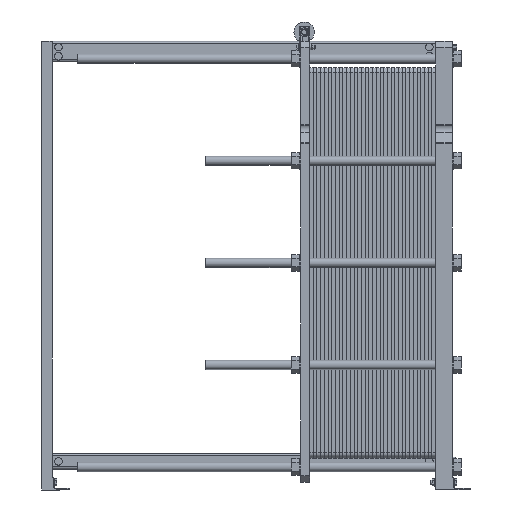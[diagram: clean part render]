
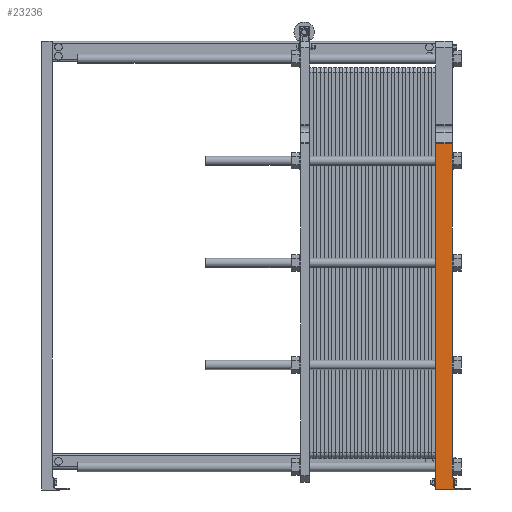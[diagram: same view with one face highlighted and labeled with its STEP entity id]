
A CAD part, left-side view. The second image highlights one B-rep face of the part: STEP entity #23236.
In plain terms, the highlighted planar face has unit normal (-1, 0, 0).
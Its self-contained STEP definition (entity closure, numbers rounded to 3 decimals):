
#3975=PLANE('',#24579);
#4809=FACE_OUTER_BOUND('',#6087,.T.);
#6087=EDGE_LOOP('',(#19315,#19316,#19317,#19318,#19319,#19320,#19321,#19322,
#19323,#19324,#19325,#19326,#19327,#19328,#19329,#19330,#19331,#19332,#19333));
#7119=CIRCLE('',#24549,3.5);
#7122=CIRCLE('',#24560,3.5);
#7123=CIRCLE('',#24563,7.);
#8729=LINE('',#35163,#11307);
#8730=LINE('',#35173,#11308);
#8735=LINE('',#35223,#11313);
#8736=LINE('',#35233,#11314);
#8946=LINE('',#35935,#11524);
#8978=LINE('',#36057,#11556);
#8990=LINE('',#36084,#11568);
#8992=LINE('',#36090,#11570);
#8993=LINE('',#36093,#11571);
#9007=LINE('',#36130,#11585);
#9008=LINE('',#36131,#11586);
#9009=LINE('',#36132,#11587);
#9010=LINE('',#36133,#11588);
#9011=LINE('',#36134,#11589);
#9020=LINE('',#36159,#11598);
#9021=LINE('',#36160,#11599);
#11307=VECTOR('',#27390,10.);
#11308=VECTOR('',#27403,10.);
#11313=VECTOR('',#27468,10.);
#11314=VECTOR('',#27481,10.);
#11524=VECTOR('',#28181,10.);
#11556=VECTOR('',#28289,10.);
#11568=VECTOR('',#28317,10.);
#11570=VECTOR('',#28325,10.);
#11571=VECTOR('',#28328,10.);
#11585=VECTOR('',#28356,10.);
#11586=VECTOR('',#28357,10.);
#11587=VECTOR('',#28358,10.);
#11588=VECTOR('',#28359,10.);
#11589=VECTOR('',#28360,10.);
#11598=VECTOR('',#28383,10.);
#11599=VECTOR('',#28384,10.);
#13838=VERTEX_POINT('',#35158);
#13839=VERTEX_POINT('',#35159);
#13841=VERTEX_POINT('',#35168);
#13842=VERTEX_POINT('',#35169);
#13856=VERTEX_POINT('',#35218);
#13857=VERTEX_POINT('',#35219);
#13859=VERTEX_POINT('',#35228);
#13860=VERTEX_POINT('',#35229);
#14106=VERTEX_POINT('',#35932);
#14107=VERTEX_POINT('',#35934);
#14155=VERTEX_POINT('',#36041);
#14156=VERTEX_POINT('',#36043);
#14159=VERTEX_POINT('',#36055);
#14164=VERTEX_POINT('',#36076);
#14165=VERTEX_POINT('',#36078);
#14166=VERTEX_POINT('',#36082);
#14167=VERTEX_POINT('',#36086);
#14168=VERTEX_POINT('',#36092);
#14184=VERTEX_POINT('',#36128);
#15658=EDGE_CURVE('',#13838,#13839,#8729,.T.);
#15662=EDGE_CURVE('',#13841,#13842,#8730,.T.);
#15682=EDGE_CURVE('',#13856,#13857,#8735,.T.);
#15686=EDGE_CURVE('',#13859,#13860,#8736,.T.);
#16000=EDGE_CURVE('',#14107,#14106,#8946,.T.);
#16053=EDGE_CURVE('',#14156,#14155,#7119,.T.);
#16060=EDGE_CURVE('',#14155,#14159,#8978,.T.);
#16071=EDGE_CURVE('',#14165,#14164,#7122,.T.);
#16074=EDGE_CURVE('',#14164,#14166,#8990,.T.);
#16076=EDGE_CURVE('',#14166,#14167,#7123,.T.);
#16077=EDGE_CURVE('',#14167,#14156,#8992,.T.);
#16078=EDGE_CURVE('',#14168,#14165,#8993,.T.);
#16098=EDGE_CURVE('',#14184,#13859,#9007,.T.);
#16099=EDGE_CURVE('',#13860,#13841,#9008,.T.);
#16100=EDGE_CURVE('',#13842,#13856,#9009,.T.);
#16101=EDGE_CURVE('',#13857,#13838,#9010,.T.);
#16102=EDGE_CURVE('',#13839,#14159,#9011,.T.);
#16117=EDGE_CURVE('',#14106,#14168,#9020,.T.);
#16118=EDGE_CURVE('',#14107,#14184,#9021,.T.);
#19315=ORIENTED_EDGE('',*,*,#16000,.T.);
#19316=ORIENTED_EDGE('',*,*,#16117,.T.);
#19317=ORIENTED_EDGE('',*,*,#16078,.T.);
#19318=ORIENTED_EDGE('',*,*,#16071,.T.);
#19319=ORIENTED_EDGE('',*,*,#16074,.T.);
#19320=ORIENTED_EDGE('',*,*,#16076,.T.);
#19321=ORIENTED_EDGE('',*,*,#16077,.T.);
#19322=ORIENTED_EDGE('',*,*,#16053,.T.);
#19323=ORIENTED_EDGE('',*,*,#16060,.T.);
#19324=ORIENTED_EDGE('',*,*,#16102,.F.);
#19325=ORIENTED_EDGE('',*,*,#15658,.F.);
#19326=ORIENTED_EDGE('',*,*,#16101,.F.);
#19327=ORIENTED_EDGE('',*,*,#15682,.F.);
#19328=ORIENTED_EDGE('',*,*,#16100,.F.);
#19329=ORIENTED_EDGE('',*,*,#15662,.F.);
#19330=ORIENTED_EDGE('',*,*,#16099,.F.);
#19331=ORIENTED_EDGE('',*,*,#15686,.F.);
#19332=ORIENTED_EDGE('',*,*,#16098,.F.);
#19333=ORIENTED_EDGE('',*,*,#16118,.F.);
#23236=ADVANCED_FACE('',(#4809),#3975,.T.);
#24549=AXIS2_PLACEMENT_3D('',#36044,#28274,#28275);
#24560=AXIS2_PLACEMENT_3D('',#36079,#28311,#28312);
#24563=AXIS2_PLACEMENT_3D('',#36088,#28321,#28322);
#24579=AXIS2_PLACEMENT_3D('',#36158,#28381,#28382);
#27390=DIRECTION('',(0.,0.,-1.));
#27403=DIRECTION('',(0.,0.,-1.));
#27468=DIRECTION('',(0.,0.,-1.));
#27481=DIRECTION('',(0.,0.,-1.));
#28181=DIRECTION('',(0.,0.,-1.));
#28274=DIRECTION('center_axis',(-1.,0.,0.));
#28275=DIRECTION('ref_axis',(0.,0.,-1.));
#28289=DIRECTION('',(0.,1.,0.));
#28311=DIRECTION('center_axis',(-1.,0.,0.));
#28312=DIRECTION('ref_axis',(0.,0.,-1.));
#28317=DIRECTION('',(0.,1.,0.));
#28321=DIRECTION('center_axis',(1.,0.,0.));
#28322=DIRECTION('ref_axis',(0.,0.,-1.));
#28325=DIRECTION('',(0.,0.,1.));
#28328=DIRECTION('',(0.,0.,1.));
#28356=DIRECTION('',(0.,0.,-1.));
#28357=DIRECTION('',(0.,0.,-1.));
#28358=DIRECTION('',(0.,0.,-1.));
#28359=DIRECTION('',(0.,0.,-1.));
#28360=DIRECTION('',(0.,0.,-1.));
#28381=DIRECTION('center_axis',(-1.,0.,0.));
#28382=DIRECTION('ref_axis',(0.,0.,
-1.));
#28383=DIRECTION('',(0.,-1.,0.));
#28384=DIRECTION('',(0.,-1.,0.));
#35158=CARTESIAN_POINT('',(-240.,-65.,108.241));
#35159=CARTESIAN_POINT('',(-240.,-65.,71.759));
#35163=CARTESIAN_POINT('',(-240.,-65.,1355.23));
#35168=CARTESIAN_POINT('',(-240.,-65.,906.241));
#35169=CARTESIAN_POINT('',(-240.,-65.,869.759));
#35173=CARTESIAN_POINT('',(-240.,-65.,1355.23));
#35218=CARTESIAN_POINT('',(-240.,-65.,507.241));
#35219=CARTESIAN_POINT('',(-240.,-65.,470.759));
#35223=CARTESIAN_POINT('',(-240.,-65.,1355.23));
#35228=CARTESIAN_POINT('',(-240.,-65.,1305.241));
#35229=CARTESIAN_POINT('',(-240.,-65.,1268.759));
#35233=CARTESIAN_POINT('',(-240.,-65.,1355.23));
#35932=CARTESIAN_POINT('',(-240.,0.,0.));
#35934=CARTESIAN_POINT('',(-240.,0.,1355.23));
#35935=CARTESIAN_POINT('',(-240.,0.,1355.23));
#36041=CARTESIAN_POINT('',(-240.,-67.5,50.));
#36043=CARTESIAN_POINT('',(-240.,-71.,46.5));
#36044=CARTESIAN_POINT('Origin',(-240.,-67.5,46.5));
#36055=CARTESIAN_POINT('',(-240.,-65.,50.));
#36057=CARTESIAN_POINT('',(-240.,-67.5,50.));
#36076=CARTESIAN_POINT('',(-240.,-131.5,6.));
#36078=CARTESIAN_POINT('',(-240.,-135.,2.5));
#36079=CARTESIAN_POINT('Origin',(-240.,-131.5,2.5));
#36082=CARTESIAN_POINT('',(-240.,-78.,6.));
#36084=CARTESIAN_POINT('',(-240.,-131.5,6.));
#36086=CARTESIAN_POINT('',(-240.,-71.,13.));
#36088=CARTESIAN_POINT('Origin',(-240.,-78.,13.));
#36090=CARTESIAN_POINT('',(-240.,-71.,13.));
#36092=CARTESIAN_POINT('',(-240.,-135.,0.));
#36093=CARTESIAN_POINT('',(-240.,-135.,0.));
#36128=CARTESIAN_POINT('',(-240.,-65.,1355.23));
#36130=CARTESIAN_POINT('',(-240.,-65.,1355.23));
#36131=CARTESIAN_POINT('',(-240.,-65.,1355.23));
#36132=CARTESIAN_POINT('',(-240.,-65.,1355.23));
#36133=CARTESIAN_POINT('',(-240.,-65.,1355.23));
#36134=CARTESIAN_POINT('',(-240.,-65.,1355.23));
#36158=CARTESIAN_POINT('Origin',(-240.,0.,1355.23));
#36159=CARTESIAN_POINT('',(-240.,0.,0.));
#36160=CARTESIAN_POINT('',(-240.,0.,1355.23));
